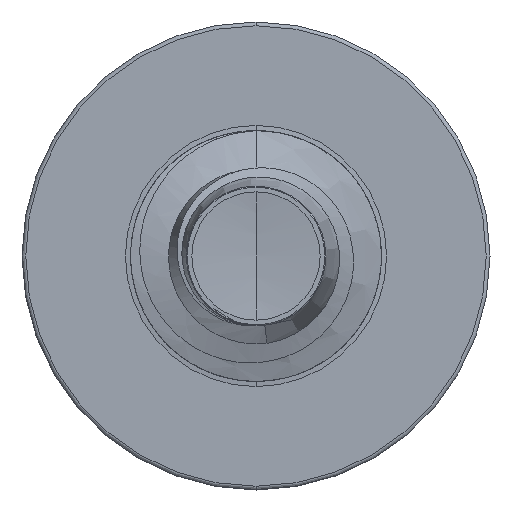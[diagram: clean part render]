
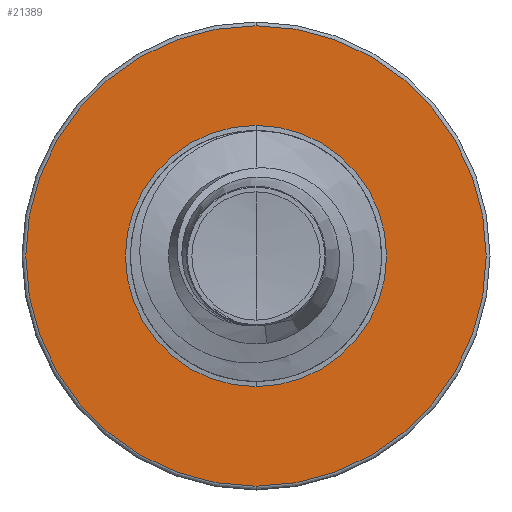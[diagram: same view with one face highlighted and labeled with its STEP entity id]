
A CAD part, front view. The second image highlights one B-rep face of the part: STEP entity #21389.
In plain terms, the highlighted planar face has unit normal (0, -1, 0).
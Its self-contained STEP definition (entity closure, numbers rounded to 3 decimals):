
#311 = ORIENTED_EDGE ( 'NONE', *, *, #7677, .T. ) ;
#2171 = ORIENTED_EDGE ( 'NONE', *, *, #3797, .T. ) ;
#2306 = CARTESIAN_POINT ( 'NONE',  ( 0., 20., 2.755 ) ) ;
#2593 = DIRECTION ( 'NONE',  ( 0., 0., 1. ) ) ;
#2618 = DIRECTION ( 'NONE',  ( 0., 1., 0. ) ) ;
#2626 = CARTESIAN_POINT ( 'NONE',  ( 0., 20., 0. ) ) ;
#2731 = AXIS2_PLACEMENT_3D ( 'NONE', #2626, #2618, #2593 ) ;
#3456 = EDGE_CURVE ( 'NONE', #8130, #13097, #20229, .T. ) ;
#3617 = DIRECTION ( 'NONE',  ( 0., 0., 1. ) ) ;
#3797 = EDGE_CURVE ( 'NONE', #7389, #23054, #24039, .T. ) ;
#4032 = DIRECTION ( 'NONE',  ( 0., 1., 0. ) ) ;
#4324 = ORIENTED_EDGE ( 'NONE', *, *, #9879, .F. ) ;
#4508 = DIRECTION ( 'NONE',  ( 0., 1., 0. ) ) ;
#4537 = FACE_BOUND ( 'NONE', #19737, .T. ) ;
#4575 = DIRECTION ( 'NONE',  ( 0., 0., 1. ) ) ;
#5332 = CARTESIAN_POINT ( 'NONE',  ( 0., 20., 0. ) ) ;
#5737 = EDGE_LOOP ( 'NONE', ( #17016, #4324 ) ) ;
#5978 = DIRECTION ( 'NONE',  ( 0., 0., 1. ) ) ;
#7389 = VERTEX_POINT ( 'NONE', #11378 ) ;
#7677 = EDGE_CURVE ( 'NONE', #23054, #7389, #21529, .T. ) ;
#7858 = CARTESIAN_POINT ( 'NONE',  ( 0., 20., -1.562 ) ) ;
#8130 = VERTEX_POINT ( 'NONE', #2306 ) ;
#8356 = CIRCLE ( 'NONE', #23014, 2.755 ) ;
#9879 = EDGE_CURVE ( 'NONE', #13097, #8130, #8356, .T. ) ;
#10329 = FACE_OUTER_BOUND ( 'NONE', #5737, .T. ) ;
#11164 = CARTESIAN_POINT ( 'NONE',  ( 0., 20., 0. ) ) ;
#11378 = CARTESIAN_POINT ( 'NONE',  ( 0., 20., -1.562 ) ) ;
#12295 = CARTESIAN_POINT ( 'NONE',  ( 0., 20., 1.562 ) ) ;
#13097 = VERTEX_POINT ( 'NONE', #13244 ) ;
#13244 = CARTESIAN_POINT ( 'NONE',  ( 0., 20., -2.755 ) ) ;
#14014 = AXIS2_PLACEMENT_3D ( 'NONE', #11164, #4032, #5978 ) ;
#14564 = AXIS2_PLACEMENT_3D ( 'NONE', #7858, #16473, #3617 ) ;
#16473 = DIRECTION ( 'NONE',  ( 0., 1., 0. ) ) ;
#17016 = ORIENTED_EDGE ( 'NONE', *, *, #3456, .F. ) ;
#18091 = AXIS2_PLACEMENT_3D ( 'NONE', #5332, #4508, #4575 ) ;
#19737 = EDGE_LOOP ( 'NONE', ( #311, #2171 ) ) ;
#20229 = CIRCLE ( 'NONE', #14014, 2.755 ) ;
#20576 = DIRECTION ( 'NONE',  ( 0., 0., 1. ) ) ;
#20606 = DIRECTION ( 'NONE',  ( 0., 1., 0. ) ) ;
#20632 = CARTESIAN_POINT ( 'NONE',  ( 0., 20., 0. ) ) ;
#21389 = ADVANCED_FACE ( 'NONE', ( #10329, #4537 ), #23509, .F. ) ;
#21529 = CIRCLE ( 'NONE', #2731, 1.562 ) ;
#23014 = AXIS2_PLACEMENT_3D ( 'NONE', #20632, #20606, #20576 ) ;
#23054 = VERTEX_POINT ( 'NONE', #12295 ) ;
#23509 = PLANE ( 'NONE',  #14564 ) ;
#24039 = CIRCLE ( 'NONE', #18091, 1.562 ) ;
